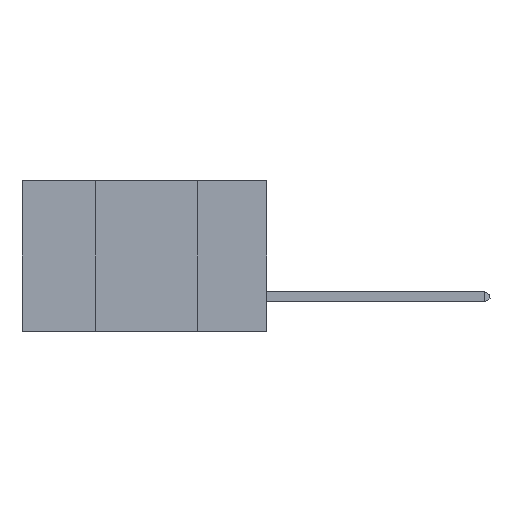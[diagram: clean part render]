
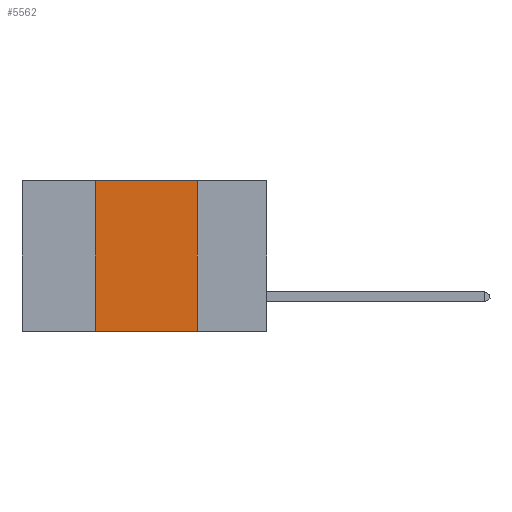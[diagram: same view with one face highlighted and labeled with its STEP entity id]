
A CAD part, left-side view. The second image highlights one B-rep face of the part: STEP entity #5562.
In plain terms, the highlighted planar face has unit normal (-1, 0, 0).
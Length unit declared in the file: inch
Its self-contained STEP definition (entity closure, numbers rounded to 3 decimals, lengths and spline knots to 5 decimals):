
#333 = DIRECTION ( 'NONE',  ( 0., 0., 1. ) ) ;
#610 = CARTESIAN_POINT ( 'NONE',  ( 0., 0.6, 0. ) ) ;
#1136 = VERTEX_POINT ( 'NONE', #5458 ) ;
#1439 = VECTOR ( 'NONE', #333, 39.37008 ) ;
#2106 = DIRECTION ( 'NONE',  ( 1., 0., 0. ) ) ;
#2608 = EDGE_CURVE ( 'NONE', #16414, #17323, #2876, .T. ) ;
#2876 = LINE ( 'NONE', #15848, #6382 ) ;
#2888 = VECTOR ( 'NONE', #13444, 39.37008 ) ;
#3346 = LINE ( 'NONE', #7408, #2888 ) ;
#5458 = CARTESIAN_POINT ( 'NONE',  ( 0., 0.42, -0.37 ) ) ;
#5561 = FACE_OUTER_BOUND ( 'NONE', #12606, .T. ) ;
#5562 = ADVANCED_FACE ( 'NONE', ( #5561 ), #9566, .F. ) ;
#6382 = VECTOR ( 'NONE', #16344, 39.37008 ) ;
#6595 = ORIENTED_EDGE ( 'NONE', *, *, #19044, .T. ) ;
#6623 = CARTESIAN_POINT ( 'NONE',  ( 0., 0.17, -0.37 ) ) ;
#7408 = CARTESIAN_POINT ( 'NONE',  ( 0., 0.6, 0. ) ) ;
#9566 = PLANE ( 'NONE',  #14454 ) ;
#9720 = ORIENTED_EDGE ( 'NONE', *, *, #2608, .F. ) ;
#9777 = DIRECTION ( 'NONE',  ( 0., -1., 0. ) ) ;
#11279 = CARTESIAN_POINT ( 'NONE',  ( 0., 0.42, 0. ) ) ;
#11613 = EDGE_CURVE ( 'NONE', #1136, #11842, #15939, .T. ) ;
#11842 = VERTEX_POINT ( 'NONE', #11279 ) ;
#12564 = DIRECTION ( 'NONE',  ( 0., 0., -1. ) ) ;
#12606 = EDGE_LOOP ( 'NONE', ( #9720, #17836, #18727, #6595 ) ) ;
#12961 = LINE ( 'NONE', #18769, #16518 ) ;
#13444 = DIRECTION ( 'NONE',  ( 0., -1., 0. ) ) ;
#14454 = AXIS2_PLACEMENT_3D ( 'NONE', #610, #2106, #12564 ) ;
#15848 = CARTESIAN_POINT ( 'NONE',  ( 0., 0.17, 0. ) ) ;
#15939 = LINE ( 'NONE', #18260, #1439 ) ;
#16344 = DIRECTION ( 'NONE',  ( 0., 0., -1. ) ) ;
#16414 = VERTEX_POINT ( 'NONE', #17824 ) ;
#16518 = VECTOR ( 'NONE', #9777, 39.37008 ) ;
#17323 = VERTEX_POINT ( 'NONE', #6623 ) ;
#17824 = CARTESIAN_POINT ( 'NONE',  ( 0., 0.17, 0. ) ) ;
#17836 = ORIENTED_EDGE ( 'NONE', *, *, #19356, .F. ) ;
#18260 = CARTESIAN_POINT ( 'NONE',  ( 0., 0.42, 0. ) ) ;
#18727 = ORIENTED_EDGE ( 'NONE', *, *, #11613, .F. ) ;
#18769 = CARTESIAN_POINT ( 'NONE',  ( 0., 0.6, -0.37 ) ) ;
#19044 = EDGE_CURVE ( 'NONE', #1136, #17323, #12961, .T. ) ;
#19356 = EDGE_CURVE ( 'NONE', #11842, #16414, #3346, .T. ) ;
